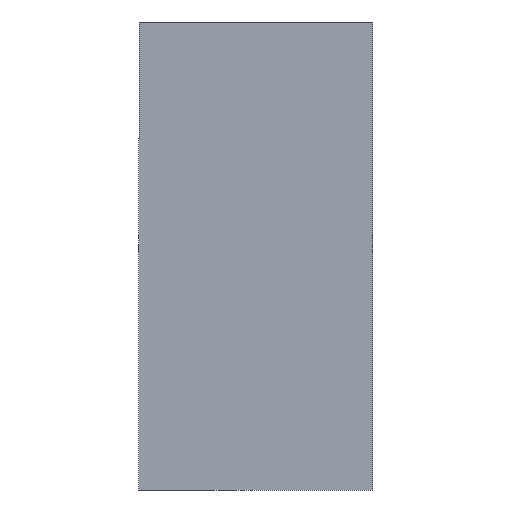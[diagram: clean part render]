
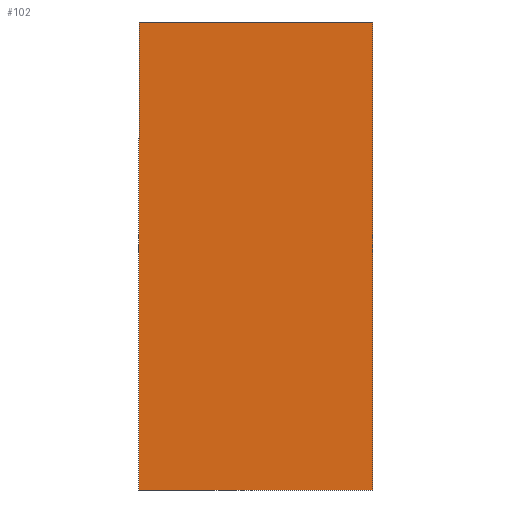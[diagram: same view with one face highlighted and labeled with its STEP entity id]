
A CAD part, front view. The second image highlights one B-rep face of the part: STEP entity #102.
In plain terms, the highlighted planar face has unit normal (0, -1, 0).
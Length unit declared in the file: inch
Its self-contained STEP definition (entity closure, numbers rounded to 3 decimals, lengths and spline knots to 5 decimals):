
#3 = PLANE ( 'NONE',  #52 ) ;
#10 = ORIENTED_EDGE ( 'NONE', *, *, #114, .F. ) ;
#12 = ORIENTED_EDGE ( 'NONE', *, *, #173, .F. ) ;
#13 = DIRECTION ( 'NONE',  ( 0., 0., -1. ) ) ;
#28 = VERTEX_POINT ( 'NONE', #76 ) ;
#34 = VECTOR ( 'NONE', #201, 39.37008 ) ;
#39 = VERTEX_POINT ( 'NONE', #100 ) ;
#41 = VECTOR ( 'NONE', #182, 39.37008 ) ;
#49 = DIRECTION ( 'NONE',  ( 1., 0., 0. ) ) ;
#52 = AXIS2_PLACEMENT_3D ( 'NONE', #61, #118, #13 ) ;
#55 = ORIENTED_EDGE ( 'NONE', *, *, #148, .F. ) ;
#56 = EDGE_CURVE ( 'NONE', #109, #39, #81, .T. ) ;
#61 = CARTESIAN_POINT ( 'NONE',  ( 0., -0.03125, 0. ) ) ;
#63 = CARTESIAN_POINT ( 'NONE',  ( 18., -0.03125, 36. ) ) ;
#76 = CARTESIAN_POINT ( 'NONE',  ( -18., -0.03125, -36. ) ) ;
#81 = LINE ( 'NONE', #200, #120 ) ;
#85 = LINE ( 'NONE', #168, #34 ) ;
#96 = FACE_OUTER_BOUND ( 'NONE', #153, .T. ) ;
#98 = LINE ( 'NONE', #198, #41 ) ;
#100 = CARTESIAN_POINT ( 'NONE',  ( 18., -0.03125, -36. ) ) ;
#102 = ADVANCED_FACE ( 'NONE', ( #96 ), #3, .T. ) ;
#103 = LINE ( 'NONE', #150, #151 ) ;
#109 = VERTEX_POINT ( 'NONE', #63 ) ;
#114 = EDGE_CURVE ( 'NONE', #28, #174, #98, .T. ) ;
#115 = ORIENTED_EDGE ( 'NONE', *, *, #56, .F. ) ;
#118 = DIRECTION ( 'NONE',  ( 0., -1., 0. ) ) ;
#120 = VECTOR ( 'NONE', #181, 39.37008 ) ;
#134 = CARTESIAN_POINT ( 'NONE',  ( -18., -0.03125, 36. ) ) ;
#148 = EDGE_CURVE ( 'NONE', #174, #109, #103, .T. ) ;
#150 = CARTESIAN_POINT ( 'NONE',  ( 18., -0.03125, 36. ) ) ;
#151 = VECTOR ( 'NONE', #49, 39.37008 ) ;
#153 = EDGE_LOOP ( 'NONE', ( #10, #12, #115, #55 ) ) ;
#168 = CARTESIAN_POINT ( 'NONE',  ( 18., -0.03125, -36. ) ) ;
#173 = EDGE_CURVE ( 'NONE', #39, #28, #85, .T. ) ;
#174 = VERTEX_POINT ( 'NONE', #134 ) ;
#181 = DIRECTION ( 'NONE',  ( 0., 0., -1. ) ) ;
#182 = DIRECTION ( 'NONE',  ( 0., 0., 1. ) ) ;
#198 = CARTESIAN_POINT ( 'NONE',  ( -18., -0.03125, -36. ) ) ;
#200 = CARTESIAN_POINT ( 'NONE',  ( 18., -0.03125, -36. ) ) ;
#201 = DIRECTION ( 'NONE',  ( -1., 0., 0. ) ) ;
